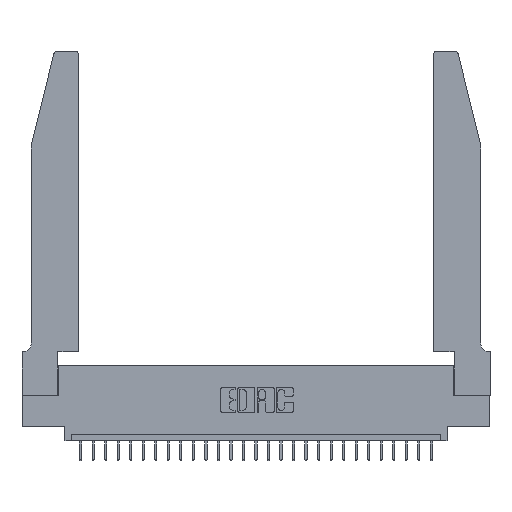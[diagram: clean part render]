
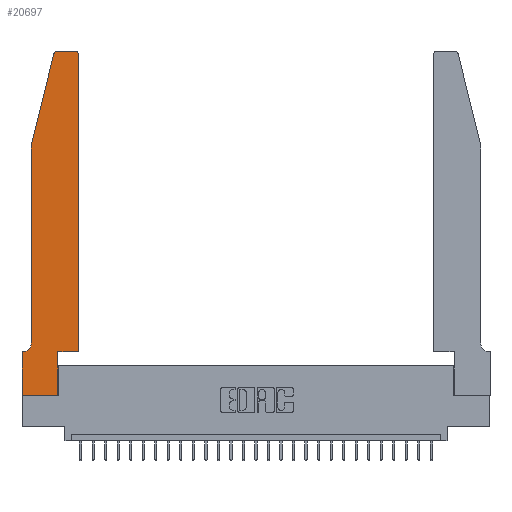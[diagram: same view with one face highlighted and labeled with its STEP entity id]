
A CAD part, top view. The second image highlights one B-rep face of the part: STEP entity #20697.
In plain terms, the highlighted planar face has unit normal (0, 0, 1).
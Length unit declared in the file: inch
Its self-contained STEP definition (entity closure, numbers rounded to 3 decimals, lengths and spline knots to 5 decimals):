
#344 = ORIENTED_EDGE ( 'NONE', *, *, #26620, .T. ) ;
#614 = CARTESIAN_POINT ( 'NONE',  ( 0.0055, 0.35, 0.37 ) ) ;
#845 = DIRECTION ( 'NONE',  ( 1., 0., 0. ) ) ;
#854 = CARTESIAN_POINT ( 'NONE',  ( 0.0055, 0.42, 0.37 ) ) ;
#937 = VERTEX_POINT ( 'NONE', #2280 ) ;
#955 = PLANE ( 'NONE',  #8473 ) ;
#1241 = CARTESIAN_POINT ( 'NONE',  ( 0.284, 2.75, 0.37 ) ) ;
#1735 = DIRECTION ( 'NONE',  ( -0.239, -0.971, 0. ) ) ;
#1741 = LINE ( 'NONE', #9274, #19674 ) ;
#1839 = DIRECTION ( 'NONE',  ( 0., -1., 0. ) ) ;
#2182 = DIRECTION ( 'NONE',  ( 1., 0., 0. ) ) ;
#2280 = CARTESIAN_POINT ( 'NONE',  ( 0.0755, 2., 0.37 ) ) ;
#2424 = VECTOR ( 'NONE', #6883, 39.37008 ) ;
#2537 = VECTOR ( 'NONE', #26246, 39.37008 ) ;
#2690 = ORIENTED_EDGE ( 'NONE', *, *, #8692, .T. ) ;
#2818 = ORIENTED_EDGE ( 'NONE', *, *, #23934, .T. ) ;
#2971 = CIRCLE ( 'NONE', #12781, 0.03 ) ;
#2980 = VERTEX_POINT ( 'NONE', #614 ) ;
#4323 = EDGE_CURVE ( 'NONE', #18583, #20632, #7559, .T. ) ;
#4852 = VERTEX_POINT ( 'NONE', #27881 ) ;
#6194 = FACE_OUTER_BOUND ( 'NONE', #13671, .T. ) ;
#6238 = CARTESIAN_POINT ( 'NONE',  ( 0., 0., 0.37 ) ) ;
#6666 = LINE ( 'NONE', #9300, #10091 ) ;
#6883 = DIRECTION ( 'NONE',  ( 1., 0., 0. ) ) ;
#7029 = ORIENTED_EDGE ( 'NONE', *, *, #20604, .T. ) ;
#7482 = CARTESIAN_POINT ( 'NONE',  ( 0.4505, 0.35, 0.37 ) ) ;
#7559 = LINE ( 'NONE', #24631, #2424 ) ;
#7697 = CARTESIAN_POINT ( 'NONE',  ( 0.2865, 0., 0.37 ) ) ;
#7731 = CARTESIAN_POINT ( 'NONE',  ( 0.2865, 0.35, 0.37 ) ) ;
#7799 = ORIENTED_EDGE ( 'NONE', *, *, #4323, .T. ) ;
#8473 = AXIS2_PLACEMENT_3D ( 'NONE', #22808, #20974, #845 ) ;
#8692 = EDGE_CURVE ( 'NONE', #13024, #4852, #10792, .T. ) ;
#8744 = CARTESIAN_POINT ( 'NONE',  ( 0.0755, 2., 0.37 ) ) ;
#9274 = CARTESIAN_POINT ( 'NONE',  ( 0.2865, 0.35, 0.37 ) ) ;
#9300 = CARTESIAN_POINT ( 'NONE',  ( 0., 0., 0.37 ) ) ;
#9662 = DIRECTION ( 'NONE',  ( 0., 0., -1. ) ) ;
#10091 = VECTOR ( 'NONE', #17969, 39.37008 ) ;
#10325 = CARTESIAN_POINT ( 'NONE',  ( 0.25487, 2.72718, 0.37 ) ) ;
#10792 = LINE ( 'NONE', #22086, #2537 ) ;
#10872 = VECTOR ( 'NONE', #1735, 39.37008 ) ;
#12406 = ORIENTED_EDGE ( 'NONE', *, *, #28078, .T. ) ;
#12433 = VERTEX_POINT ( 'NONE', #1241 ) ;
#12781 = AXIS2_PLACEMENT_3D ( 'NONE', #13394, #20296, #13574 ) ;
#13024 = VERTEX_POINT ( 'NONE', #7482 ) ;
#13066 = ORIENTED_EDGE ( 'NONE', *, *, #15407, .T. ) ;
#13230 = CARTESIAN_POINT ( 'NONE',  ( 0., 0.35, 0.37 ) ) ;
#13335 = EDGE_CURVE ( 'NONE', #28004, #18583, #6666, .T. ) ;
#13394 = CARTESIAN_POINT ( 'NONE',  ( 0.284, 2.72, 0.37 ) ) ;
#13572 = DIRECTION ( 'NONE',  ( 0., 1., 0. ) ) ;
#13574 = DIRECTION ( 'NONE',  ( 1., 0., 0. ) ) ;
#13671 = EDGE_LOOP ( 'NONE', ( #2818, #13066, #18812, #19851, #12406, #20705, #23664, #7799, #7029, #344, #2690, #23519 ) ) ;
#14729 = CARTESIAN_POINT ( 'NONE',  ( 0.2605, 2.75, 0.37 ) ) ;
#15271 = EDGE_CURVE ( 'NONE', #22337, #937, #20528, .T. ) ;
#15322 = CIRCLE ( 'NONE', #15355, 0.03 ) ;
#15355 = AXIS2_PLACEMENT_3D ( 'NONE', #16403, #22904, #16200 ) ;
#15367 = VERTEX_POINT ( 'NONE', #24371 ) ;
#15407 = EDGE_CURVE ( 'NONE', #12433, #22337, #2971, .T. ) ;
#15501 = EDGE_CURVE ( 'NONE', #4852, #15367, #15322, .T. ) ;
#15511 = LINE ( 'NONE', #15513, #16199 ) ;
#15513 = CARTESIAN_POINT ( 'NONE',  ( 0.4505, 0.35, 0.37 ) ) ;
#16199 = VECTOR ( 'NONE', #2182, 39.37008 ) ;
#16200 = DIRECTION ( 'NONE',  ( 1., 0., 0. ) ) ;
#16403 = CARTESIAN_POINT ( 'NONE',  ( 0.4205, 2.72, 0.37 ) ) ;
#16575 = DIRECTION ( 'NONE',  ( -1., 0., 0. ) ) ;
#16698 = VECTOR ( 'NONE', #16575, 39.37008 ) ;
#17306 = CARTESIAN_POINT ( 'NONE',  ( 0.0755, 0.42, 0.37 ) ) ;
#17410 = LINE ( 'NONE', #27134, #26754 ) ;
#17969 = DIRECTION ( 'NONE',  ( 0., -1., 0. ) ) ;
#18053 = VECTOR ( 'NONE', #1839, 39.37008 ) ;
#18263 = DIRECTION ( 'NONE',  ( -1., 0., 0. ) ) ;
#18583 = VERTEX_POINT ( 'NONE', #6238 ) ;
#18812 = ORIENTED_EDGE ( 'NONE', *, *, #15271, .T. ) ;
#19674 = VECTOR ( 'NONE', #13572, 39.37008 ) ;
#19851 = ORIENTED_EDGE ( 'NONE', *, *, #24625, .T. ) ;
#20296 = DIRECTION ( 'NONE',  ( 0., 0., 1. ) ) ;
#20364 = DIRECTION ( 'NONE',  ( -1., 0., 0. ) ) ;
#20528 = LINE ( 'NONE', #27963, #10872 ) ;
#20604 = EDGE_CURVE ( 'NONE', #20632, #23339, #1741, .T. ) ;
#20632 = VERTEX_POINT ( 'NONE', #7697 ) ;
#20697 = ADVANCED_FACE ( 'NONE', ( #6194 ), #955, .T. ) ;
#20705 = ORIENTED_EDGE ( 'NONE', *, *, #23612, .T. ) ;
#20974 = DIRECTION ( 'NONE',  ( 0., 0., 1. ) ) ;
#22086 = CARTESIAN_POINT ( 'NONE',  ( 0.4505, 0.35, 0.37 ) ) ;
#22337 = VERTEX_POINT ( 'NONE', #10325 ) ;
#22615 = LINE ( 'NONE', #14729, #16698 ) ;
#22808 = CARTESIAN_POINT ( 'NONE',  ( 0., 0.35, 0.37 ) ) ;
#22904 = DIRECTION ( 'NONE',  ( 0., 0., 1. ) ) ;
#23339 = VERTEX_POINT ( 'NONE', #7731 ) ;
#23519 = ORIENTED_EDGE ( 'NONE', *, *, #15501, .T. ) ;
#23612 = EDGE_CURVE ( 'NONE', #2980, #28004, #17410, .T. ) ;
#23664 = ORIENTED_EDGE ( 'NONE', *, *, #13335, .T. ) ;
#23934 = EDGE_CURVE ( 'NONE', #15367, #12433, #22615, .T. ) ;
#23990 = LINE ( 'NONE', #8744, #18053 ) ;
#24371 = CARTESIAN_POINT ( 'NONE',  ( 0.4205, 2.75, 0.37 ) ) ;
#24545 = VERTEX_POINT ( 'NONE', #17306 ) ;
#24625 = EDGE_CURVE ( 'NONE', #937, #24545, #23990, .T. ) ;
#24631 = CARTESIAN_POINT ( 'NONE',  ( 0., 0., 0.37 ) ) ;
#26246 = DIRECTION ( 'NONE',  ( 0., 1., 0. ) ) ;
#26620 = EDGE_CURVE ( 'NONE', #23339, #13024, #15511, .T. ) ;
#26754 = VECTOR ( 'NONE', #20364, 39.37008 ) ;
#27059 = AXIS2_PLACEMENT_3D ( 'NONE', #854, #9662, #18263 ) ;
#27134 = CARTESIAN_POINT ( 'NONE',  ( 0.0755, 0.35, 0.37 ) ) ;
#27293 = CIRCLE ( 'NONE', #27059, 0.07 ) ;
#27881 = CARTESIAN_POINT ( 'NONE',  ( 0.4505, 2.72, 0.37 ) ) ;
#27963 = CARTESIAN_POINT ( 'NONE',  ( 0.0755, 2., 0.37 ) ) ;
#28004 = VERTEX_POINT ( 'NONE', #13230 ) ;
#28078 = EDGE_CURVE ( 'NONE', #24545, #2980, #27293, .T. ) ;
